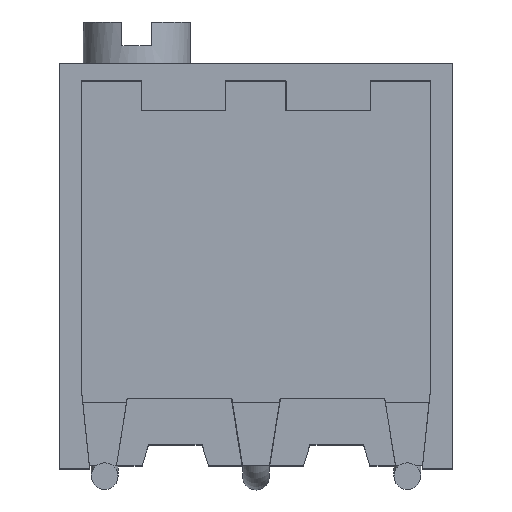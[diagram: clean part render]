
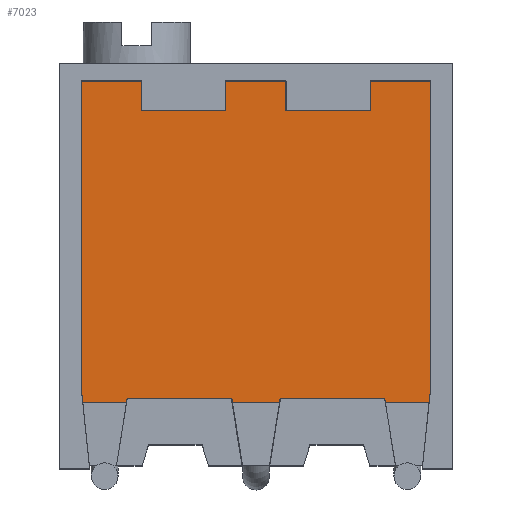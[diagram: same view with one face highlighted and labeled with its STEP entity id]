
A CAD part, top view. The second image highlights one B-rep face of the part: STEP entity #7023.
In plain terms, the highlighted planar face has unit normal (0, 0, 1).
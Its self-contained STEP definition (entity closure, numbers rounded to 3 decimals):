
#888=LINE('',#13809,#1613);
#896=LINE('',#13826,#1621);
#900=LINE('',#13834,#1625);
#963=LINE('',#13968,#1688);
#975=LINE('',#13993,#1700);
#976=LINE('',#13995,#1701);
#978=LINE('',#13999,#1703);
#981=LINE('',#14005,#1706);
#984=LINE('',#14009,#1709);
#1003=LINE('',#14052,#1728);
#1006=LINE('',#14058,#1731);
#1009=LINE('',#14064,#1734);
#1018=LINE('',#14080,#1743);
#1019=LINE('',#14088,#1744);
#1021=LINE('',#14092,#1746);
#1024=LINE('',#14098,#1749);
#1026=LINE('',#14102,#1751);
#1028=LINE('',#14106,#1753);
#1030=LINE('',#14110,#1755);
#1032=LINE('',#14114,#1757);
#1034=LINE('',#14118,#1759);
#1036=LINE('',#14122,#1761);
#1613=VECTOR('',#9685,1000.);
#1621=VECTOR('',#9693,1000.);
#1625=VECTOR('',#9697,1000.);
#1688=VECTOR('',#9804,1000.);
#1700=VECTOR('',#9822,1000.);
#1701=VECTOR('',#9825,1000.);
#1703=VECTOR('',#9831,1000.);
#1706=VECTOR('',#9836,1000.);
#1709=VECTOR('',#9841,1000.);
#1728=VECTOR('',#9884,1000.);
#1731=VECTOR('',#9889,1000.);
#1734=VECTOR('',#9894,1000.);
#1743=VECTOR('',#9911,1000.);
#1744=VECTOR('',#9922,1000.);
#1746=VECTOR('',#9928,1000.);
#1749=VECTOR('',#9933,1000.);
#1751=VECTOR('',#9937,1000.);
#1753=VECTOR('',#9941,1000.);
#1755=VECTOR('',#9947,1000.);
#1757=VECTOR('',#9951,1000.);
#1759=VECTOR('',#9955,1000.);
#1761=VECTOR('',#9959,1000.);
#3675=ORIENTED_EDGE('',*,*,#4605,.T.);
#3676=ORIENTED_EDGE('',*,*,#4618,.T.);
#3677=ORIENTED_EDGE('',*,*,#4539,.T.);
#3678=ORIENTED_EDGE('',*,*,#4626,.T.);
#3679=ORIENTED_EDGE('',*,*,#4620,.T.);
#3680=ORIENTED_EDGE('',*,*,#4623,.T.);
#3681=ORIENTED_EDGE('',*,*,#4535,.T.);
#3682=ORIENTED_EDGE('',*,*,#4683,.T.);
#3683=ORIENTED_EDGE('',*,*,#4681,.T.);
#3684=ORIENTED_EDGE('',*,*,#4679,.T.);
#3685=ORIENTED_EDGE('',*,*,#4677,.T.);
#3686=ORIENTED_EDGE('',*,*,#4671,.T.);
#3687=ORIENTED_EDGE('',*,*,#4675,.T.);
#3688=ORIENTED_EDGE('',*,*,#4673,.T.);
#3689=ORIENTED_EDGE('',*,*,#4668,.T.);
#3690=ORIENTED_EDGE('',*,*,#4648,.T.);
#3691=ORIENTED_EDGE('',*,*,#4666,.F.);
#3692=ORIENTED_EDGE('',*,*,#4651,.F.);
#3693=ORIENTED_EDGE('',*,*,#4654,.T.);
#3694=ORIENTED_EDGE('',*,*,#4663,.T.);
#3695=ORIENTED_EDGE('',*,*,#4527,.T.);
#3696=ORIENTED_EDGE('',*,*,#4617,.T.);
#4527=EDGE_CURVE('',#5235,#5236,#888,.T.);
#4535=EDGE_CURVE('',#5244,#5243,#896,.T.);
#4539=EDGE_CURVE('',#5248,#5247,#900,.T.);
#4605=EDGE_CURVE('',#5297,#5298,#963,.F.);
#4617=EDGE_CURVE('',#5236,#5297,#975,.T.);
#4618=EDGE_CURVE('',#5298,#5248,#976,.T.);
#4620=EDGE_CURVE('',#5307,#5308,#978,.F.);
#4623=EDGE_CURVE('',#5308,#5244,#981,.T.);
#4626=EDGE_CURVE('',#5247,#5307,#984,.T.);
#4648=EDGE_CURVE('',#5321,#5320,#1003,.F.);
#4651=EDGE_CURVE('',#5322,#5323,#1006,.T.);
#4654=EDGE_CURVE('',#5322,#5324,#1009,.F.);
#4663=EDGE_CURVE('',#5324,#5235,#1018,.T.);
#4666=EDGE_CURVE('',#5323,#5320,#1019,.T.);
#4668=EDGE_CURVE('',#5330,#5321,#1021,.F.);
#4671=EDGE_CURVE('',#5332,#5331,#1024,.F.);
#4673=EDGE_CURVE('',#5333,#5330,#1026,.F.);
#4675=EDGE_CURVE('',#5331,#5333,#1028,.F.);
#4677=EDGE_CURVE('',#5334,#5332,#1030,.F.);
#4679=EDGE_CURVE('',#5335,#5334,#1032,.F.);
#4681=EDGE_CURVE('',#5336,#5335,#1034,.F.);
#4683=EDGE_CURVE('',#5243,#5336,#1036,.T.);
#5235=VERTEX_POINT('',#13810);
#5236=VERTEX_POINT('',#13811);
#5243=VERTEX_POINT('',#13825);
#5244=VERTEX_POINT('',#13827);
#5247=VERTEX_POINT('',#13833);
#5248=VERTEX_POINT('',#13835);
#5297=VERTEX_POINT('',#13969);
#5298=VERTEX_POINT('',#13970);
#5307=VERTEX_POINT('',#14000);
#5308=VERTEX_POINT('',#14001);
#5320=VERTEX_POINT('',#14051);
#5321=VERTEX_POINT('',#14053);
#5322=VERTEX_POINT('',#14057);
#5323=VERTEX_POINT('',#14059);
#5324=VERTEX_POINT('',#14063);
#5330=VERTEX_POINT('',#14093);
#5331=VERTEX_POINT('',#14097);
#5332=VERTEX_POINT('',#14099);
#5333=VERTEX_POINT('',#14103);
#5334=VERTEX_POINT('',#14111);
#5335=VERTEX_POINT('',#14115);
#5336=VERTEX_POINT('',#14119);
#5843=EDGE_LOOP('',(#3675,#3676,#3677,#3678,#3679,#3680,#3681,#3682,#3683,
#3684,#3685,#3686,#3687,#3688,#3689,#3690,#3691,#3692,#3693,#3694,#3695,
#3696));
#6295=FACE_BOUND('',#5843,.T.);
#6625=PLANE('',#8361);
#7023=ADVANCED_FACE('',(#6295),#6625,.T.);
#8361=AXIS2_PLACEMENT_3D('',#14134,#9976,#9977);
#9685=DIRECTION('',(1.,0.,0.));
#9693=DIRECTION('',(1.,0.,0.));
#9697=DIRECTION('',(1.,0.,0.));
#9804=DIRECTION('',(-1.,0.,0.));
#9822=DIRECTION('',(0.158,0.987,0.));
#9825=DIRECTION('',(0.158,-0.987,0.));
#9831=DIRECTION('',(-1.,0.,0.));
#9836=DIRECTION('',(0.158,-0.987,0.));
#9841=DIRECTION('',(0.158,0.987,0.));
#9884=DIRECTION('',(1.,0.,0.));
#9889=DIRECTION('',(1.,0.,0.));
#9894=DIRECTION('',(0.,1.,0.));
#9911=DIRECTION('',(0.104,-0.995,0.));
#9922=DIRECTION('',(0.,-1.,0.));
#9928=DIRECTION('',(0.,1.,0.));
#9933=DIRECTION('',(1.,0.,0.));
#9937=DIRECTION('',(1.,0.,0.));
#9941=DIRECTION('',(0.,-1.,0.));
#9947=DIRECTION('',(0.,1.,0.));
#9951=DIRECTION('',(1.,0.,0.));
#9955=DIRECTION('',(0.,-1.,0.));
#9959=DIRECTION('',(0.104,0.995,0.));
#9976=DIRECTION('',(0.,0.,1.));
#9977=DIRECTION('',(1.,0.,0.));
#13809=CARTESIAN_POINT('',(-2.874,-2.684,-1.3));
#13810=CARTESIAN_POINT('',(-2.854,-2.684,-1.3));
#13811=CARTESIAN_POINT('',(-2.119,-2.684,-1.3));
#13825=CARTESIAN_POINT('',(2.959,-2.684,-1.3));
#13826=CARTESIAN_POINT('',(-2.874,-2.684,-1.3));
#13827=CARTESIAN_POINT('',(2.224,-2.684,-1.3));
#13833=CARTESIAN_POINT('',(0.455,-2.684,-1.3));
#13834=CARTESIAN_POINT('',(-2.874,-2.684,-1.3));
#13835=CARTESIAN_POINT('',(-0.35,-2.684,-1.3));
#13968=CARTESIAN_POINT('',(-3.248,-2.616,-1.3));
#13969=CARTESIAN_POINT('',(-2.108,-2.616,-1.3));
#13970=CARTESIAN_POINT('',(-0.361,-2.616,-1.3));
#13993=CARTESIAN_POINT('',(-2.185,-3.091,-1.3));
#13995=CARTESIAN_POINT('',(-0.378,-2.511,-1.3));
#13999=CARTESIAN_POINT('',(-3.248,-2.616,-1.3));
#14000=CARTESIAN_POINT('',(0.466,-2.616,-1.3));
#14001=CARTESIAN_POINT('',(2.213,-2.616,-1.3));
#14005=CARTESIAN_POINT('',(2.196,-2.511,-1.3));
#14009=CARTESIAN_POINT('',(0.389,-3.091,-1.3));
#14051=CARTESIAN_POINT('',(-1.863,2.213,-1.3));
#14052=CARTESIAN_POINT('',(-3.248,2.213,-1.3));
#14053=CARTESIAN_POINT('',(-0.452,2.213,-1.3));
#14057=CARTESIAN_POINT('',(-2.872,2.713,-1.3));
#14058=CARTESIAN_POINT('',(-3.248,2.713,-1.3));
#14059=CARTESIAN_POINT('',(-1.863,2.713,-1.3));
#14063=CARTESIAN_POINT('',(-2.872,-2.511,-1.3));
#14064=CARTESIAN_POINT('',(-2.872,-3.791,-1.3));
#14080=CARTESIAN_POINT('',(-2.872,-2.511,-1.3));
#14088=CARTESIAN_POINT('',(-1.863,-3.791,-1.3));
#14092=CARTESIAN_POINT('',(-0.452,-3.791,-1.3));
#14093=CARTESIAN_POINT('',(-0.452,2.713,-1.3));
#14097=CARTESIAN_POINT('',(0.557,2.213,-1.3));
#14098=CARTESIAN_POINT('',(-3.248,2.213,-1.3));
#14099=CARTESIAN_POINT('',(1.968,2.213,-1.3));
#14102=CARTESIAN_POINT('',(-3.248,2.713,-1.3));
#14103=CARTESIAN_POINT('',(0.557,2.713,-1.3));
#14106=CARTESIAN_POINT('',(0.557,-3.791,-1.3));
#14110=CARTESIAN_POINT('',(1.968,-3.791,-1.3));
#14111=CARTESIAN_POINT('',(1.968,2.713,-1.3));
#14114=CARTESIAN_POINT('',(-3.248,2.713,-1.3));
#14115=CARTESIAN_POINT('',(2.977,2.713,-1.3));
#14118=CARTESIAN_POINT('',(2.977,-3.791,-1.3));
#14119=CARTESIAN_POINT('',(2.977,-2.511,-1.3));
#14122=CARTESIAN_POINT('',(2.916,-3.091,-1.3));
#14134=CARTESIAN_POINT('',(0.,0.,-1.3));
